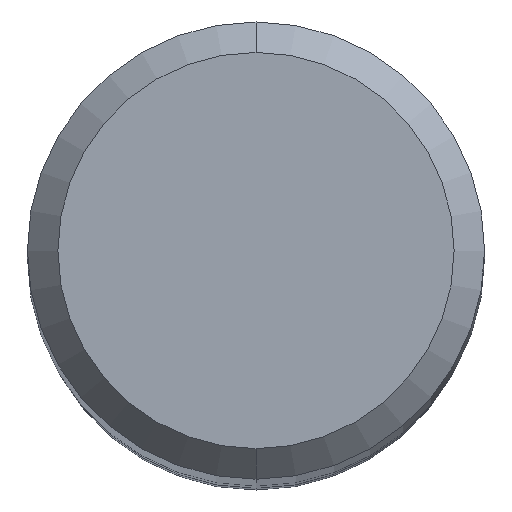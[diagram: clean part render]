
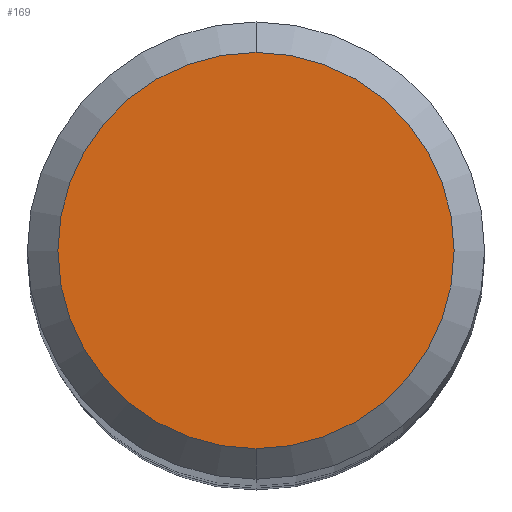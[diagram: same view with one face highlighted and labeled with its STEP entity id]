
A CAD part, top view. The second image highlights one B-rep face of the part: STEP entity #169.
In plain terms, the highlighted planar face has unit normal (0, 0, 1).
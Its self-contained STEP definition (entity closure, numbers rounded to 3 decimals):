
#111=VERTEX_POINT('',#256);
#131=EDGE_CURVE('',#163,#111,#279,.T.);
#163=VERTEX_POINT('',#313);
#169=ADVANCED_FACE('',(#320),#321,.T.);
#171=EDGE_CURVE('',#111,#163,#323,.T.);
#256=CARTESIAN_POINT('',(0.0,2.6,0.0));
#279=CIRCLE('',#444,2.6);
#313=CARTESIAN_POINT('',(0.,-2.6,0.0));
#320=FACE_OUTER_BOUND('',#492,.T.);
#321=PLANE('',#493);
#323=CIRCLE('',#496,2.6);
#444=AXIS2_PLACEMENT_3D('',#624,#625,#626);
#492=EDGE_LOOP('',(#666,#667));
#493=AXIS2_PLACEMENT_3D('',#668,#669,#670);
#496=AXIS2_PLACEMENT_3D('',#671,#672,#673);
#624=CARTESIAN_POINT('',(0.0,0.0,0.0));
#625=DIRECTION('',(0.0,0.0,-1.0));
#626=DIRECTION('',(0.0,1.0,0.0));
#666=ORIENTED_EDGE('',*,*,#171,.F.);
#667=ORIENTED_EDGE('',*,*,#131,.F.);
#668=CARTESIAN_POINT('',(0.0,1.3,0.0));
#669=DIRECTION('',(-0.0,0.0,1.0));
#670=DIRECTION('',(0.0,-1.0,0.0));
#671=CARTESIAN_POINT('',(0.0,0.0,0.0));
#672=DIRECTION('',(0.0,0.0,-1.0));
#673=DIRECTION('',(0.0,1.0,0.0));
